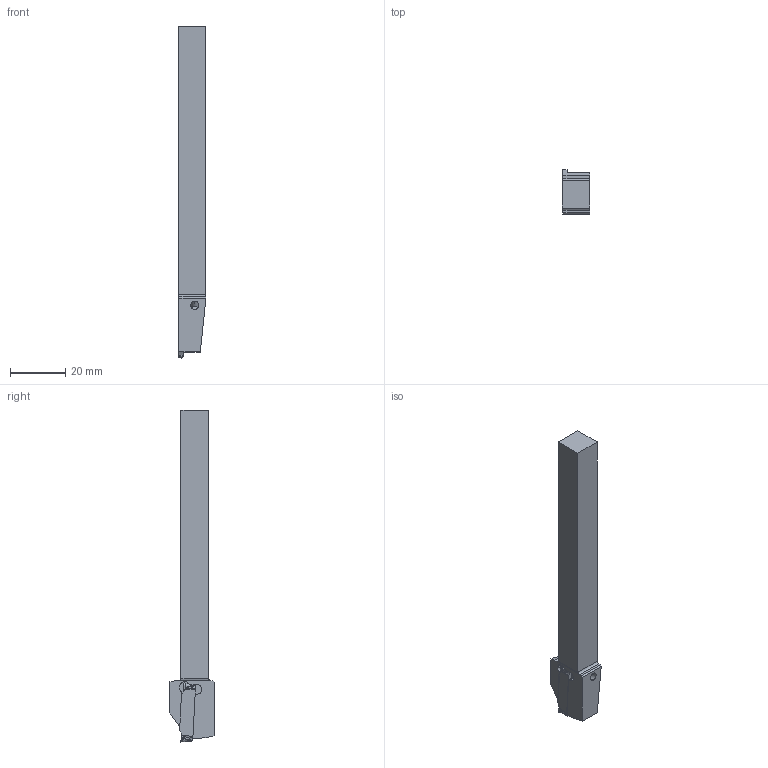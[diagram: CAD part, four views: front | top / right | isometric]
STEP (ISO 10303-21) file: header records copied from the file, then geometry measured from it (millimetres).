
FILE_DESCRIPTION(/* description */ (''),/* implementation_level */ '2;1');
FILE_NAME(/* name */ 'GYSR1010JX00-D11_CW2_00_N_MR1_0.stp',/* time_stamp */ '2023-03-20T14:55:09+09:00',/* author */ (''),/* organization */ (''),/* preprocessor_version */ 'ST-DEVELOPER v16',/* originating_system */ 'SIEMENS PLM Software NX 10.0',/* authorisation */ '');
FILE_SCHEMA (('AUTOMOTIVE_DESIGN { 1 0 10303 214 3 1 1 1 }'));
Length unit declared in the file: millimetre
Products named in the file (1): GYSR1010JX00-D11_CW2_00_N_MR1_0_ASM
Bounding box: 10 x 16 x 120.2 mm (x, y, z)
Volume: 11583.9 mm3; surface area: 5535.9 mm2
Topology: 2 solids, 2 shells, 175 faces, 526 edges, 377 vertices
Faces by surface type: cylinder 59, plane 53, bspline 42, cone 15, torus 4, sphere 2
Entity records: 10377 total; most frequent: CARTESIAN_POINT 5977, ORIENTED_EDGE 1004, DIRECTION 733, EDGE_CURVE 502, VERTEX_POINT 332, AXIS2_PLACEMENT_3D 271, B_SPLINE_CURVE_WITH_KNOTS 191, LINE 191
